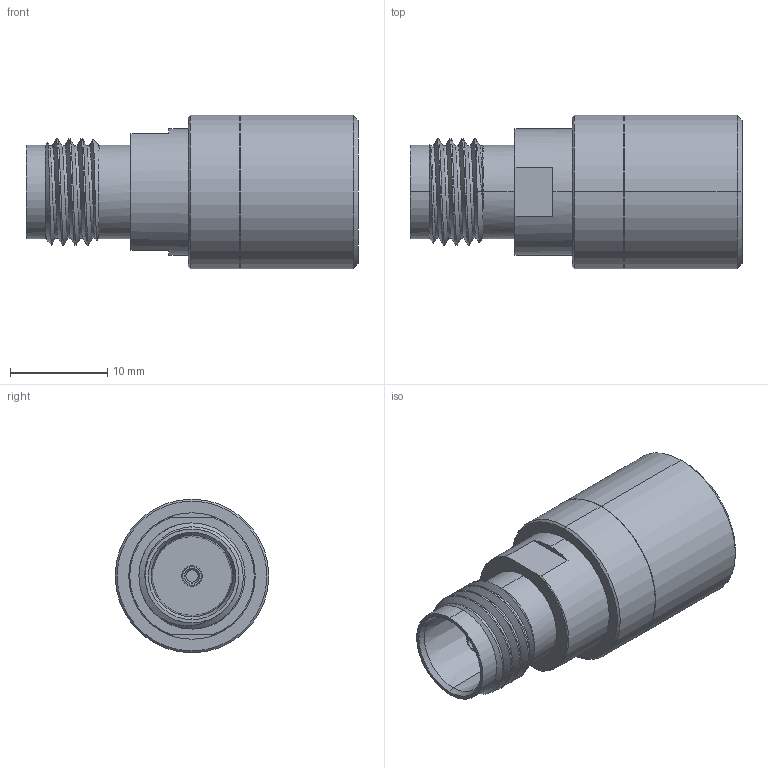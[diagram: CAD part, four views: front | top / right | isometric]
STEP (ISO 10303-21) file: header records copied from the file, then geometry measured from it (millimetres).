
FILE_DESCRIPTION (( 'STEP AP214' ), '1' );
FILE_NAME ('FMTR1193_3D.step', '2025-07-21T19:27:44', ( '' ), ( '' ), 'SwSTEP 2.0', 'SolidWorks 2022', '' );
FILE_SCHEMA (( 'AUTOMOTIVE_DESIGN' ));
Length unit declared in the file: inch
Products named in the file (1): FMTR1193_3D
Bounding box: 34.15 x 15.8 x 15.8 mm (x, y, z)
Volume: 4568 mm3; surface area: 2331.4 mm2
Topology: 1 solids, 1 shells, 86 faces, 204 edges, 126 vertices
Faces by surface type: cone 28, plane 28, cylinder 23, bspline 7
Entity records: 4981 total; most frequent: CARTESIAN_POINT 3074, ORIENTED_EDGE 408, DIRECTION 370, EDGE_CURVE 204, AXIS2_PLACEMENT_3D 156, VERTEX_POINT 126, EDGE_LOOP 92, ADVANCED_FACE 86
